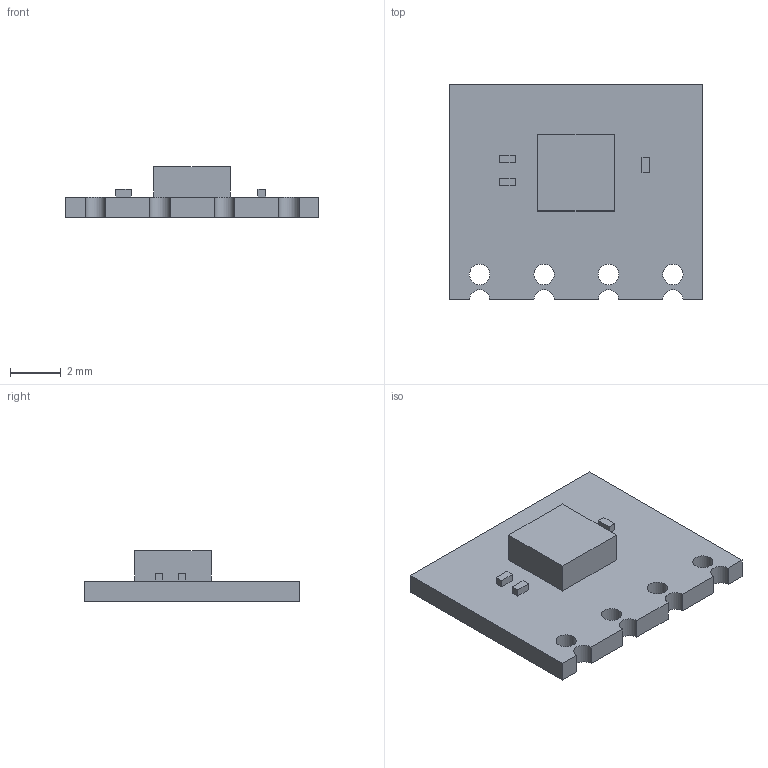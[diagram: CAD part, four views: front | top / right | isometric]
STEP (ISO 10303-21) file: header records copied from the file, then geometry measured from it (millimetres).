
FILE_DESCRIPTION(('FreeCAD Model'),'2;1');
FILE_NAME( 'si7021_module.step', '2016-10-27T10:10:46',('Author'),(''), 'Open CASCADE STEP processor 6.8','FreeCAD','Unknown');
FILE_SCHEMA(('AUTOMOTIVE_DESIGN_CC2 { 1 2 10303 214 -1 1 5 4 }'));
Length unit declared in the file: millimetre
Products named in the file (2): ASSEMBLY; BoardCapsAndResPad
Assembly tree (1 placements, depth 2):
  ASSEMBLY
    BoardCapsAndResPad
Bounding box: 10 x 8.5 x 2 mm (x, y, z)
Volume: 76.5 mm3; surface area: 219.1 mm2
Topology: 1 solids, 1 shells, 38 faces, 96 edges, 64 vertices
Faces by surface type: plane 30, cylinder 8
Full cylindrical faces by diameter (mm): 0.8 x4
Entity records: 2691 total; most frequent: CARTESIAN_POINT 400, DIRECTION 376, LINE 248, VECTOR 248, ORIENTED_EDGE 192, PCURVE 192, DEFINITIONAL_REPRESENTATION 192, EDGE_CURVE 96
